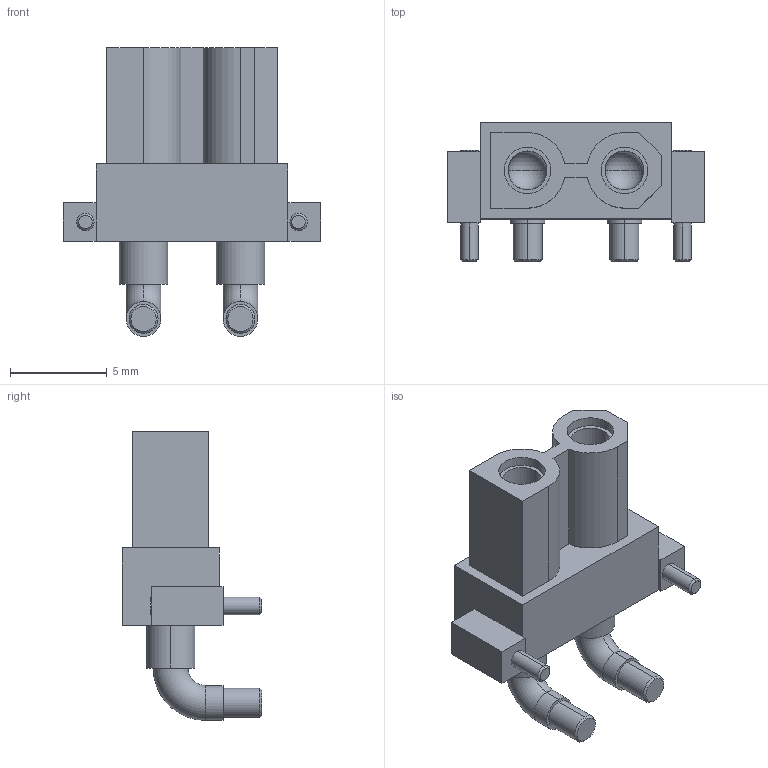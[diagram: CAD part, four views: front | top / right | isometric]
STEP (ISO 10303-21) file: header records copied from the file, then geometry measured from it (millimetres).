
FILE_DESCRIPTION (( 'STEP AP214' ), '1' );
FILE_NAME ('XT30PW-F.STEP', '2026-01-04T16:24:22', ( '' ), ( '' ), 'SwSTEP 2.0', 'SolidWorks 2022', '' );
FILE_SCHEMA (( 'AUTOMOTIVE_DESIGN' ));
Length unit declared in the file: millimetre
Products named in the file (1): XT30PW-F
Bounding box: 13.3 x 7.2 x 14.9 mm (x, y, z)
Volume: 390.4 mm3; surface area: 604.7 mm2
Topology: 1 solids, 1 shells, 87 faces, 202 edges, 128 vertices
Faces by surface type: plane 39, cylinder 32, cone 8, torus 4, sphere 4
Entity records: 3030 total; most frequent: DIRECTION 454, CARTESIAN_POINT 406, ORIENTED_EDGE 388, EDGE_CURVE 194, AXIS2_PLACEMENT_3D 172, VERTEX_POINT 124, VECTOR 110, LINE 110
